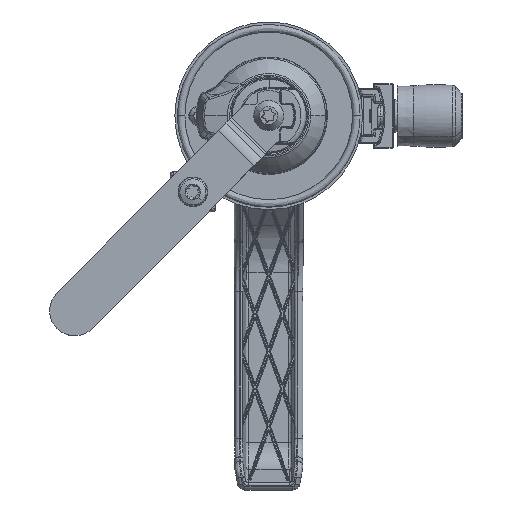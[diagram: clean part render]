
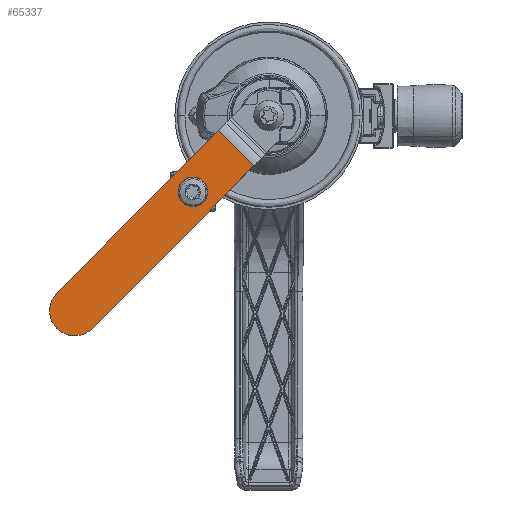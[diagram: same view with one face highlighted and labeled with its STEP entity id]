
A CAD part, top view. The second image highlights one B-rep face of the part: STEP entity #65337.
In plain terms, the highlighted face is planar.
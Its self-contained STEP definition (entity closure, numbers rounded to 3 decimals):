
#3659 = VECTOR ( 'NONE', #17907, 1000. ) ;
#4512 = PLANE ( 'NONE',  #132167 ) ;
#4723 = CIRCLE ( 'NONE', #67874, 5.05 ) ;
#4875 = CARTESIAN_POINT ( 'NONE',  ( 48.05, 10.75, 0. ) ) ;
#5287 = LINE ( 'NONE', #78116, #136940 ) ;
#7204 = CARTESIAN_POINT ( 'NONE',  ( 120., 10.75, 0. ) ) ;
#9553 = VERTEX_POINT ( 'NONE', #76928 ) ;
#10421 = ORIENTED_EDGE ( 'NONE', *, *, #139507, .F. ) ;
#17907 = DIRECTION ( 'NONE',  ( 0., 0., -1. ) ) ;
#19999 = VERTEX_POINT ( 'NONE', #83078 ) ;
#20356 = CARTESIAN_POINT ( 'NONE',  ( 18.474, 10.75, 10. ) ) ;
#26337 = EDGE_CURVE ( 'NONE', #80697, #19999, #5287, .T. ) ;
#29487 = DIRECTION ( 'NONE',  ( -1., 0., 0. ) ) ;
#31749 = CARTESIAN_POINT ( 'NONE',  ( 43., 10.75, 0. ) ) ;
#35909 = CARTESIAN_POINT ( 'NONE',  ( 43., 10.75, 0. ) ) ;
#36038 = VERTEX_POINT ( 'NONE', #135290 ) ;
#39346 = FACE_BOUND ( 'NONE', #103801, .T. ) ;
#42767 = ORIENTED_EDGE ( 'NONE', *, *, #49620, .T. ) ;
#47333 = AXIS2_PLACEMENT_3D ( 'NONE', #72816, #81531, #129727 ) ;
#47508 = EDGE_LOOP ( 'NONE', ( #42767, #106249, #94837, #153948, #133597 ) ) ;
#49620 = EDGE_CURVE ( 'NONE', #103657, #65153, #119734, .T. ) ;
#54744 = DIRECTION ( 'NONE',  ( -1., 0., 0. ) ) ;
#64679 = CARTESIAN_POINT ( 'NONE',  ( 18.474, 10.75, 10. ) ) ;
#65153 = VERTEX_POINT ( 'NONE', #7204 ) ;
#65337 = ADVANCED_FACE ( 'NONE', ( #39346, #77346 ), #4512, .T. ) ;
#66523 = EDGE_CURVE ( 'NONE', #9553, #80697, #148506, .T. ) ;
#66737 = AXIS2_PLACEMENT_3D ( 'NONE', #35909, #84188, #29487 ) ;
#67874 = AXIS2_PLACEMENT_3D ( 'NONE', #31749, #150458, #54744 ) ;
#72816 = CARTESIAN_POINT ( 'NONE',  ( 110., 10.75, 0. ) ) ;
#76687 = VERTEX_POINT ( 'NONE', #4875 ) ;
#76928 = CARTESIAN_POINT ( 'NONE',  ( 18.474, 10.75, 10. ) ) ;
#77346 = FACE_OUTER_BOUND ( 'NONE', #47508, .T. ) ;
#77401 = ORIENTED_EDGE ( 'NONE', *, *, #154430, .F. ) ;
#78116 = CARTESIAN_POINT ( 'NONE',  ( 18.474, 10.75, -10. ) ) ;
#80697 = VERTEX_POINT ( 'NONE', #128655 ) ;
#81531 = DIRECTION ( 'NONE',  ( 0., 1., 0. ) ) ;
#83078 = CARTESIAN_POINT ( 'NONE',  ( 110., 10.75, -10. ) ) ;
#84188 = DIRECTION ( 'NONE',  ( 0., 1., 0. ) ) ;
#89295 = DIRECTION ( 'NONE',  ( 0., 0., 1. ) ) ;
#91962 = AXIS2_PLACEMENT_3D ( 'NONE', #101948, #105051, #89295 ) ;
#93950 = DIRECTION ( 'NONE',  ( 1., 0., 0. ) ) ;
#94837 = ORIENTED_EDGE ( 'NONE', *, *, #26337, .F. ) ;
#101948 = CARTESIAN_POINT ( 'NONE',  ( 110., 10.75, 0. ) ) ;
#102359 = EDGE_CURVE ( 'NONE', #9553, #103657, #155630, .T. ) ;
#103657 = VERTEX_POINT ( 'NONE', #146729 ) ;
#103801 = EDGE_LOOP ( 'NONE', ( #10421, #77401 ) ) ;
#105051 = DIRECTION ( 'NONE',  ( 0., 1., 0. ) ) ;
#106249 = ORIENTED_EDGE ( 'NONE', *, *, #134795, .T. ) ;
#112935 = CARTESIAN_POINT ( 'NONE',  ( 18.474, 10.75, 10. ) ) ;
#119734 = CIRCLE ( 'NONE', #91962, 10. ) ;
#120127 = CIRCLE ( 'NONE', #66737, 5.05 ) ;
#123204 = DIRECTION ( 'NONE',  ( 0., 0., 1. ) ) ;
#123968 = DIRECTION ( 'NONE',  ( 0., 1., 0. ) ) ;
#127849 = DIRECTION ( 'NONE',  ( 1., 0., 0. ) ) ;
#128655 = CARTESIAN_POINT ( 'NONE',  ( 18.474, 10.75, -10. ) ) ;
#129727 = DIRECTION ( 'NONE',  ( 0., 0., 1. ) ) ;
#132167 = AXIS2_PLACEMENT_3D ( 'NONE', #64679, #123968, #123204 ) ;
#133597 = ORIENTED_EDGE ( 'NONE', *, *, #102359, .T. ) ;
#134795 = EDGE_CURVE ( 'NONE', #65153, #19999, #138231, .T. ) ;
#135290 = CARTESIAN_POINT ( 'NONE',  ( 37.95, 10.75, 0. ) ) ;
#136940 = VECTOR ( 'NONE', #127849, 1000. ) ;
#138231 = CIRCLE ( 'NONE', #47333, 10. ) ;
#139507 = EDGE_CURVE ( 'NONE', #36038, #76687, #4723, .T. ) ;
#141103 = VECTOR ( 'NONE', #93950, 1000. ) ;
#146729 = CARTESIAN_POINT ( 'NONE',  ( 110., 10.75, 10. ) ) ;
#148506 = LINE ( 'NONE', #112935, #3659 ) ;
#150458 = DIRECTION ( 'NONE',  ( 0., 1., 0. ) ) ;
#153948 = ORIENTED_EDGE ( 'NONE', *, *, #66523, .F. ) ;
#154430 = EDGE_CURVE ( 'NONE', #76687, #36038, #120127, .T. ) ;
#155630 = LINE ( 'NONE', #20356, #141103 ) ;
